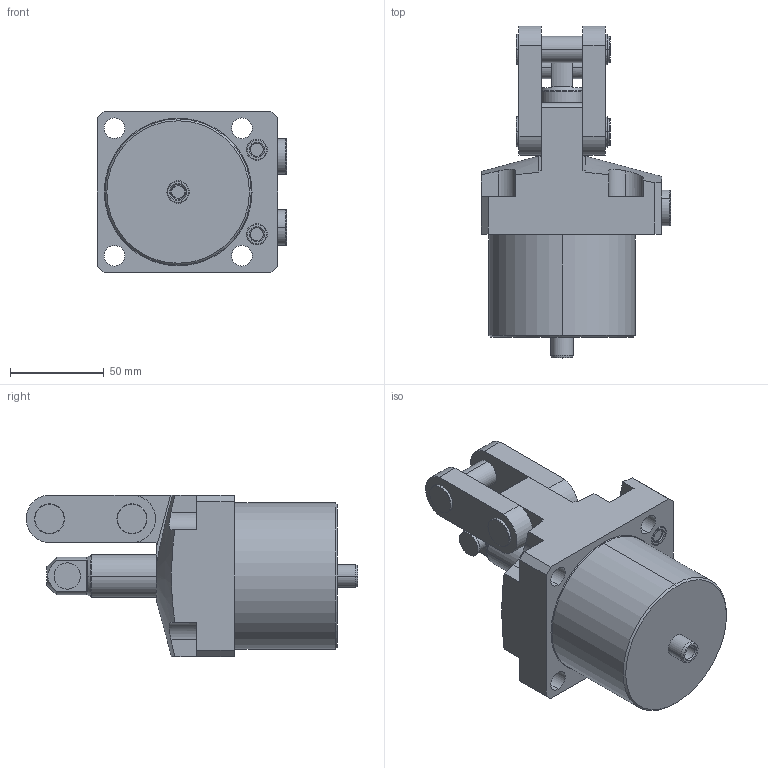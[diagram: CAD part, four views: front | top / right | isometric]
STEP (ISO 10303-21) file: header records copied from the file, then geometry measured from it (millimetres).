
FILE_DESCRIPTION (( 'STEP AP203' ), '1' );
FILE_NAME ('CLU16-LE.step', '2014-10-03T01:52:05', ( 'pascal' ), ( 'Hewlett-Packard Company' ), 'SwSTEP 2.0', 'SolidWorks 2012', '' );
FILE_SCHEMA (( 'CONFIG_CONTROL_DESIGN' ));
Length unit declared in the file: millimetre
Products named in the file (5): CLU16-LE; CLU16-E_PLUG; CLU16-E_LINK; CLU16-E_ROD; CLU16-LE_BODY
Assembly tree (5 placements, depth 2):
  CLU16-LE
    CLU16-LE_BODY
    CLU16-E_ROD
    CLU16-E_LINK
    CLU16-E_PLUG  x2
Bounding box: 100.8 x 177 x 86 mm (x, y, z)
Volume: 606522.2 mm3; surface area: 79089.9 mm2
Topology: 5 solids, 7 shells, 297 faces, 697 edges, 444 vertices
Faces by surface type: cylinder 124, plane 116, torus 34, cone 23
Entity records: 8860 total; most frequent: CARTESIAN_POINT 1696, DIRECTION 1499, ORIENTED_EDGE 1302, EDGE_CURVE 651, AXIS2_PLACEMENT_3D 601, VERTEX_POINT 416, EDGE_LOOP 325, CIRCLE 318
